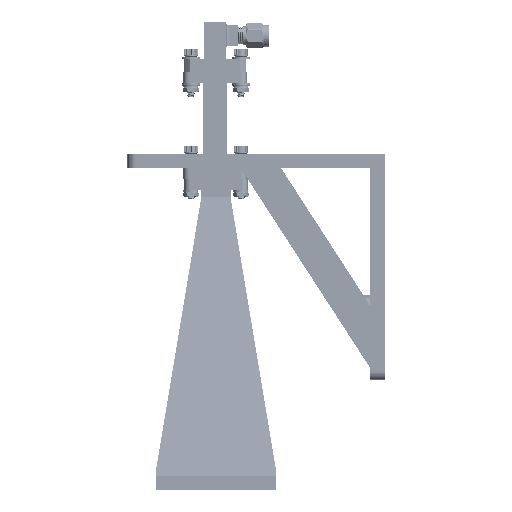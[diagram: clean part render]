
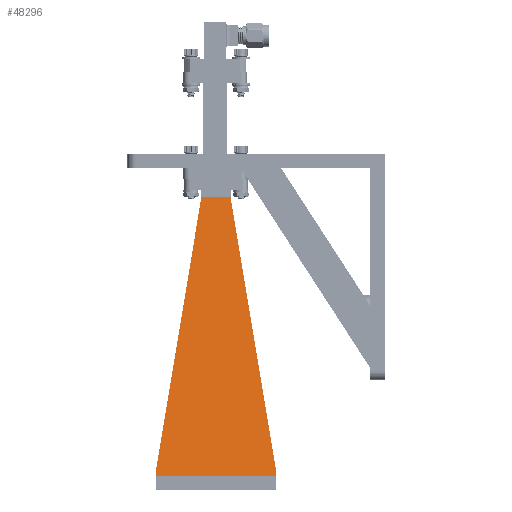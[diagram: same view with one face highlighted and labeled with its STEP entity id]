
A CAD part, left-side view. The second image highlights one B-rep face of the part: STEP entity #48296.
In plain terms, the highlighted face is planar.
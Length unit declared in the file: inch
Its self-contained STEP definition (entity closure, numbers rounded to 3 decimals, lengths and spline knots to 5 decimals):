
#768 = EDGE_CURVE ( 'NONE', #20337, #57817, #38004, .T. ) ;
#1341 = CARTESIAN_POINT ( 'NONE',  ( 0., 0.32927, 1.96256 ) ) ;
#2717 = CARTESIAN_POINT ( 'NONE',  ( -0.84224, 1.09985, 5.80554 ) ) ;
#3167 = VECTOR ( 'NONE', #42153, 39.37008 ) ;
#5614 = VERTEX_POINT ( 'NONE', #50963 ) ;
#9496 = ORIENTED_EDGE ( 'NONE', *, *, #768, .T. ) ;
#10110 = ORIENTED_EDGE ( 'NONE', *, *, #12160, .T. ) ;
#12160 = EDGE_CURVE ( 'NONE', #25663, #20337, #38865, .T. ) ;
#12246 = EDGE_CURVE ( 'NONE', #12656, #5614, #32676, .T. ) ;
#12656 = VERTEX_POINT ( 'NONE', #65340 ) ;
#14307 = LINE ( 'NONE', #40125, #33643 ) ;
#15251 = VERTEX_POINT ( 'NONE', #33532 ) ;
#17180 = AXIS2_PLACEMENT_3D ( 'NONE', #22918, #17433, #38759 ) ;
#17433 = DIRECTION ( 'NONE',  ( 0., 0.98, -0.197 ) ) ;
#18482 = ORIENTED_EDGE ( 'NONE', *, *, #12246, .T. ) ;
#19874 = VECTOR ( 'NONE', #66636, 39.37008 ) ;
#20188 = CARTESIAN_POINT ( 'NONE',  ( 0.84224, 1.10799, 5.84616 ) ) ;
#20337 = VERTEX_POINT ( 'NONE', #32979 ) ;
#20806 = EDGE_CURVE ( 'NONE', #15251, #12656, #59477, .T. ) ;
#22918 = CARTESIAN_POINT ( 'NONE',  ( 0., 0.73426, 3.98228 ) ) ;
#23253 = PLANE ( 'NONE',  #17180 ) ;
#23591 = DIRECTION ( 'NONE',  ( 0.161, -0.194, -0.968 ) ) ;
#25663 = VERTEX_POINT ( 'NONE', #2717 ) ;
#28444 = CARTESIAN_POINT ( 'NONE',  ( 0.84224, 1.09985, 5.80554 ) ) ;
#31301 = ORIENTED_EDGE ( 'NONE', *, *, #66174, .F. ) ;
#32676 = LINE ( 'NONE', #1341, #59156 ) ;
#32979 = CARTESIAN_POINT ( 'NONE',  ( -0.84224, 1.10799, 5.84616 ) ) ;
#33532 = CARTESIAN_POINT ( 'NONE',  ( 0.84224, 1.09985, 5.80554 ) ) ;
#33643 = VECTOR ( 'NONE', #23591, 39.37008 ) ;
#34027 = DIRECTION ( 'NONE',  ( 0., 0.197, 0.98 ) ) ;
#38004 = LINE ( 'NONE', #48367, #3167 ) ;
#38427 = FACE_OUTER_BOUND ( 'NONE', #56443, .T. ) ;
#38759 = DIRECTION ( 'NONE',  ( 0., 0.197, 0.98 ) ) ;
#38865 = LINE ( 'NONE', #54392, #60293 ) ;
#40125 = CARTESIAN_POINT ( 'NONE',  ( -0.84224, 1.09985, 5.80554 ) ) ;
#42153 = DIRECTION ( 'NONE',  ( 1., 0., 0. ) ) ;
#45597 = LINE ( 'NONE', #45940, #19874 ) ;
#45940 = CARTESIAN_POINT ( 'NONE',  ( 0.84224, 1.10799, 5.84616 ) ) ;
#48296 = ADVANCED_FACE ( 'NONE', ( #38427 ), #23253, .T. ) ;
#48367 = CARTESIAN_POINT ( 'NONE',  ( 0., 1.10799, 5.84616 ) ) ;
#49475 = DIRECTION ( 'NONE',  ( -0.161, -0.194, -0.968 ) ) ;
#50963 = CARTESIAN_POINT ( 'NONE',  ( -0.20374, 0.32927, 1.96256 ) ) ;
#52178 = ORIENTED_EDGE ( 'NONE', *, *, #20806, .T. ) ;
#54392 = CARTESIAN_POINT ( 'NONE',  ( -0.84224, 0.73426, 3.98228 ) ) ;
#55084 = DIRECTION ( 'NONE',  ( -1., 0., 0. ) ) ;
#55801 = ORIENTED_EDGE ( 'NONE', *, *, #59379, .T. ) ;
#56443 = EDGE_LOOP ( 'NONE', ( #31301, #10110, #9496, #55801, #52178, #18482 ) ) ;
#57817 = VERTEX_POINT ( 'NONE', #20188 ) ;
#59156 = VECTOR ( 'NONE', #55084, 39.37008 ) ;
#59379 = EDGE_CURVE ( 'NONE', #57817, #15251, #45597, .T. ) ;
#59477 = LINE ( 'NONE', #28444, #63201 ) ;
#60293 = VECTOR ( 'NONE', #34027, 39.37008 ) ;
#63201 = VECTOR ( 'NONE', #49475, 39.37008 ) ;
#65340 = CARTESIAN_POINT ( 'NONE',  ( 0.20374, 0.32927, 1.96256 ) ) ;
#66174 = EDGE_CURVE ( 'NONE', #25663, #5614, #14307, .T. ) ;
#66636 = DIRECTION ( 'NONE',  ( 0., -0.197, -0.98 ) ) ;
